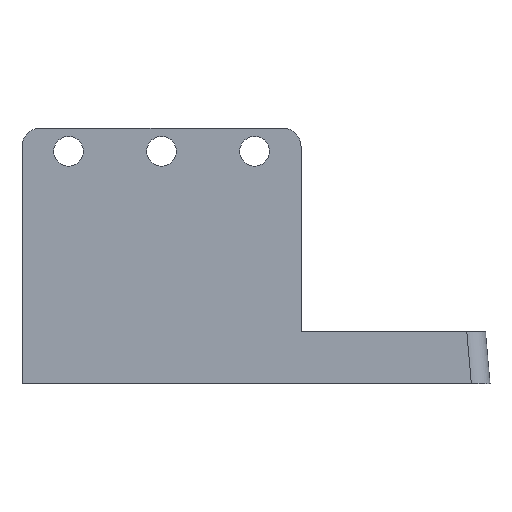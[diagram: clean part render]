
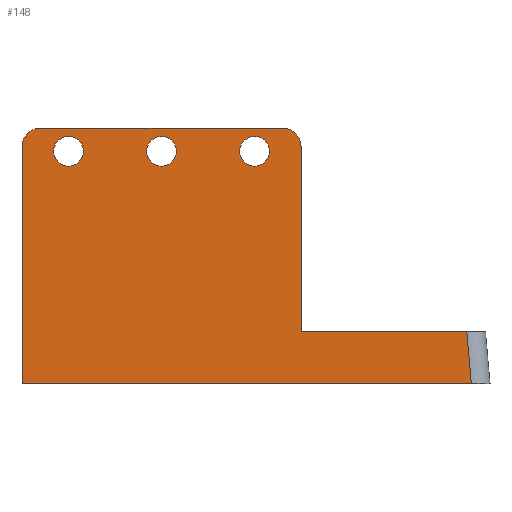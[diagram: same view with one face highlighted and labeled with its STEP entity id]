
A CAD part, top view. The second image highlights one B-rep face of the part: STEP entity #148.
In plain terms, the highlighted planar face has unit normal (0, 0, 1).
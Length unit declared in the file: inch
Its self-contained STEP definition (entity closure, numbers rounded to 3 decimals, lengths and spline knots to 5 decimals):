
#4 = VECTOR ( 'NONE', #183, 39.37008 ) ;
#5 = DIRECTION ( 'NONE',  ( 0., 0., 1. ) ) ;
#6 = VECTOR ( 'NONE', #291, 39.37008 ) ;
#13 = DIRECTION ( 'NONE',  ( -1., 0., 0. ) ) ;
#14 = AXIS2_PLACEMENT_3D ( 'NONE', #112, #266, #462 ) ;
#16 = ORIENTED_EDGE ( 'NONE', *, *, #428, .T. ) ;
#17 = CARTESIAN_POINT ( 'NONE',  ( 2.39055, 0.28104, 0.05 ) ) ;
#37 = LINE ( 'NONE', #276, #452 ) ;
#47 = ORIENTED_EDGE ( 'NONE', *, *, #58, .T. ) ;
#53 = EDGE_LOOP ( 'NONE', ( #651 ) ) ;
#58 = EDGE_CURVE ( 'NONE', #348, #184, #303, .T. ) ;
#60 = FACE_BOUND ( 'NONE', #610, .T. ) ;
#65 = CARTESIAN_POINT ( 'NONE',  ( 2.41505, 0., 0.05 ) ) ;
#94 = EDGE_LOOP ( 'NONE', ( #47, #16, #147, #491, #416, #659, #480, #215 ) ) ;
#112 = CARTESIAN_POINT ( 'NONE',  ( 0.25, 1.25, 0.05 ) ) ;
#114 = FACE_OUTER_BOUND ( 'NONE', #94, .T. ) ;
#129 = CARTESIAN_POINT ( 'NONE',  ( 1.33, 1.25, 0.05 ) ) ;
#132 = VERTEX_POINT ( 'NONE', #65 ) ;
#138 = CIRCLE ( 'NONE', #654, 0.08 ) ;
#147 = ORIENTED_EDGE ( 'NONE', *, *, #510, .T. ) ;
#148 = ADVANCED_FACE ( 'NONE', ( #346, #399, #60, #114 ), #626, .F. ) ;
#151 = EDGE_CURVE ( 'NONE', #171, #375, #37, .T. ) ;
#158 = CIRCLE ( 'NONE', #14, 0.08 ) ;
#165 = DIRECTION ( 'NONE',  ( 0., 1., 0. ) ) ;
#171 = VERTEX_POINT ( 'NONE', #438 ) ;
#183 = DIRECTION ( 'NONE',  ( 1., 0., 0. ) ) ;
#184 = VERTEX_POINT ( 'NONE', #379 ) ;
#189 = LINE ( 'NONE', #596, #467 ) ;
#191 = CARTESIAN_POINT ( 'NONE',  ( 0., 1.275, 0.05 ) ) ;
#196 = AXIS2_PLACEMENT_3D ( 'NONE', #285, #319, #625 ) ;
#204 = LINE ( 'NONE', #647, #649 ) ;
#205 = LINE ( 'NONE', #613, #381 ) ;
#209 = CARTESIAN_POINT ( 'NONE',  ( 1.25, 1.25, 0.05 ) ) ;
#215 = ORIENTED_EDGE ( 'NONE', *, *, #328, .T. ) ;
#217 = CARTESIAN_POINT ( 'NONE',  ( 0.1, 1.275, 0.05 ) ) ;
#225 = EDGE_CURVE ( 'NONE', #406, #171, #205, .T. ) ;
#235 = CARTESIAN_POINT ( 'NONE',  ( 1.4, 1.375, 0.05 ) ) ;
#239 = DIRECTION ( 'NONE',  ( -0.087, 0.996, 0. ) ) ;
#250 = EDGE_CURVE ( 'NONE', #565, #565, #158, .T. ) ;
#266 = DIRECTION ( 'NONE',  ( 0., 0., 1. ) ) ;
#276 = CARTESIAN_POINT ( 'NONE',  ( 1.5, 0., 0.05 ) ) ;
#285 = CARTESIAN_POINT ( 'NONE',  ( 0.75, 1.25, 0.05 ) ) ;
#288 = CARTESIAN_POINT ( 'NONE',  ( 1.4, 1.275, 0.05 ) ) ;
#291 = DIRECTION ( 'NONE',  ( -1., 0., 0. ) ) ;
#293 = DIRECTION ( 'NONE',  ( -1., 0., 0. ) ) ;
#295 = CARTESIAN_POINT ( 'NONE',  ( 1.5, 1.275, 0.05 ) ) ;
#303 = LINE ( 'NONE', #648, #6 ) ;
#319 = DIRECTION ( 'NONE',  ( 0., 0., 1. ) ) ;
#322 = DIRECTION ( 'NONE',  ( 0., 0., -1. ) ) ;
#326 = CARTESIAN_POINT ( 'NONE',  ( 0.83, 1.25, 0.05 ) ) ;
#328 = EDGE_CURVE ( 'NONE', #375, #348, #551, .T. ) ;
#331 = VERTEX_POINT ( 'NONE', #477 ) ;
#335 = DIRECTION ( 'NONE',  ( 0., 0., 1. ) ) ;
#339 = CARTESIAN_POINT ( 'NONE',  ( 0., 0., 0.05 ) ) ;
#346 = FACE_BOUND ( 'NONE', #53, .T. ) ;
#348 = VERTEX_POINT ( 'NONE', #235 ) ;
#366 = VERTEX_POINT ( 'NONE', #129 ) ;
#369 = VERTEX_POINT ( 'NONE', #191 ) ;
#372 = LINE ( 'NONE', #339, #4 ) ;
#375 = VERTEX_POINT ( 'NONE', #295 ) ;
#378 = CARTESIAN_POINT ( 'NONE',  ( 0.33, 1.25, 0.05 ) ) ;
#379 = CARTESIAN_POINT ( 'NONE',  ( 0.1, 1.375, 0.05 ) ) ;
#381 = VECTOR ( 'NONE', #619, 39.37008 ) ;
#389 = DIRECTION ( 'NONE',  ( 0., -1., 0. ) ) ;
#392 = EDGE_LOOP ( 'NONE', ( #598 ) ) ;
#399 = FACE_BOUND ( 'NONE', #392, .T. ) ;
#406 = VERTEX_POINT ( 'NONE', #17 ) ;
#416 = ORIENTED_EDGE ( 'NONE', *, *, #503, .T. ) ;
#428 = EDGE_CURVE ( 'NONE', #184, #369, #522, .T. ) ;
#438 = CARTESIAN_POINT ( 'NONE',  ( 1.5, 0.28104, 0.05 ) ) ;
#452 = VECTOR ( 'NONE', #165, 39.37008 ) ;
#462 = DIRECTION ( 'NONE',  ( 1., 0., 0. ) ) ;
#467 = VECTOR ( 'NONE', #239, 39.37008 ) ;
#475 = CARTESIAN_POINT ( 'NONE',  ( 0., 0., 0.05 ) ) ;
#477 = CARTESIAN_POINT ( 'NONE',  ( 0., 0., 0.05 ) ) ;
#480 = ORIENTED_EDGE ( 'NONE', *, *, #151, .T. ) ;
#485 = ORIENTED_EDGE ( 'NONE', *, *, #628, .F. ) ;
#491 = ORIENTED_EDGE ( 'NONE', *, *, #521, .T. ) ;
#503 = EDGE_CURVE ( 'NONE', #132, #406, #189, .T. ) ;
#505 = AXIS2_PLACEMENT_3D ( 'NONE', #217, #573, #293 ) ;
#510 = EDGE_CURVE ( 'NONE', #369, #331, #204, .T. ) ;
#521 = EDGE_CURVE ( 'NONE', #331, #132, #372, .T. ) ;
#522 = CIRCLE ( 'NONE', #505, 0.1 ) ;
#551 = CIRCLE ( 'NONE', #580, 0.1 ) ;
#565 = VERTEX_POINT ( 'NONE', #378 ) ;
#573 = DIRECTION ( 'NONE',  ( 0., 0., 1. ) ) ;
#580 = AXIS2_PLACEMENT_3D ( 'NONE', #288, #335, #594 ) ;
#594 = DIRECTION ( 'NONE',  ( -1., 0., 0. ) ) ;
#596 = CARTESIAN_POINT ( 'NONE',  ( 2.39131, 0.27236, 0.05 ) ) ;
#597 = EDGE_CURVE ( 'NONE', #366, #366, #138, .T. ) ;
#598 = ORIENTED_EDGE ( 'NONE', *, *, #250, .F. ) ;
#610 = EDGE_LOOP ( 'NONE', ( #485 ) ) ;
#613 = CARTESIAN_POINT ( 'NONE',  ( 2.66996, 0.28104, 0.05 ) ) ;
#614 = CIRCLE ( 'NONE', #196, 0.08 ) ;
#619 = DIRECTION ( 'NONE',  ( -1., 0., 0. ) ) ;
#625 = DIRECTION ( 'NONE',  ( 1., 0., 0. ) ) ;
#626 = PLANE ( 'NONE',  #636 ) ;
#627 = DIRECTION ( 'NONE',  ( 1., 0., 0. ) ) ;
#628 = EDGE_CURVE ( 'NONE', #640, #640, #614, .T. ) ;
#636 = AXIS2_PLACEMENT_3D ( 'NONE', #475, #322, #13 ) ;
#640 = VERTEX_POINT ( 'NONE', #326 ) ;
#647 = CARTESIAN_POINT ( 'NONE',  ( 0., 0., 0.05 ) ) ;
#648 = CARTESIAN_POINT ( 'NONE',  ( 1.5, 1.375, 0.05 ) ) ;
#649 = VECTOR ( 'NONE', #389, 39.37008 ) ;
#651 = ORIENTED_EDGE ( 'NONE', *, *, #597, .F. ) ;
#654 = AXIS2_PLACEMENT_3D ( 'NONE', #209, #5, #627 ) ;
#659 = ORIENTED_EDGE ( 'NONE', *, *, #225, .T. ) ;
